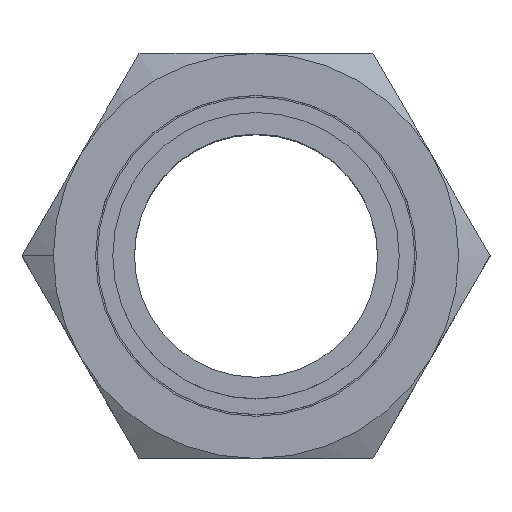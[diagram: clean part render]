
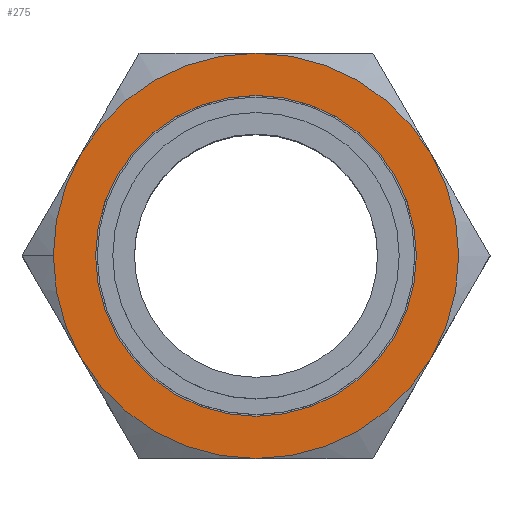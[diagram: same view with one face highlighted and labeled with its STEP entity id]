
A CAD part, top view. The second image highlights one B-rep face of the part: STEP entity #275.
In plain terms, the highlighted planar face has unit normal (0, 0, 1).
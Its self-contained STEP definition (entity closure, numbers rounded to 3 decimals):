
#259 = ORIENTED_EDGE ( 'NONE', *, *, #603, .T. ) ;
#260 = ORIENTED_EDGE ( 'NONE', *, *, #513, .F. ) ;
#261 = ORIENTED_EDGE ( 'NONE', *, *, #585, .T. ) ;
#262 = ORIENTED_EDGE ( 'NONE', *, *, #265, .F. ) ;
#263 = ORIENTED_EDGE ( 'NONE', *, *, #544, .T. ) ;
#264 = EDGE_LOOP ( 'NONE', ( #262, #260 ) ) ;
#265 = EDGE_CURVE ( 'NONE', #522, #527, #1096, .T. ) ;
#266 = ORIENTED_EDGE ( 'NONE', *, *, #478, .T. ) ;
#267 = EDGE_LOOP ( 'NONE', ( #266, #261, #269, #263, #259, #270, #272 ) ) ;
#269 = ORIENTED_EDGE ( 'NONE', *, *, #592, .T. ) ;
#270 = ORIENTED_EDGE ( 'NONE', *, *, #483, .T. ) ;
#272 = ORIENTED_EDGE ( 'NONE', *, *, #492, .T. ) ;
#275 = ADVANCED_FACE ( 'NONE', ( #1087, #1086 ), #1085, .F. ) ;
#292 = DIRECTION ( 'NONE',  ( 0., 0., 1. ) ) ;
#293 = DIRECTION ( 'NONE',  ( 1., 0., 0. ) ) ;
#464 = VERTEX_POINT ( 'NONE', #1397 ) ;
#478 = EDGE_CURVE ( 'NONE', #531, #464, #1471, .T. ) ;
#483 = EDGE_CURVE ( 'NONE', #495, #493, #1461, .T. ) ;
#492 = EDGE_CURVE ( 'NONE', #493, #531, #1496, .T. ) ;
#493 = VERTEX_POINT ( 'NONE', #1494 ) ;
#495 = VERTEX_POINT ( 'NONE', #1479 ) ;
#513 = EDGE_CURVE ( 'NONE', #527, #522, #1510, .T. ) ;
#522 = VERTEX_POINT ( 'NONE', #1550 ) ;
#527 = VERTEX_POINT ( 'NONE', #1540 ) ;
#531 = VERTEX_POINT ( 'NONE', #1599 ) ;
#543 = VERTEX_POINT ( 'NONE', #1569 ) ;
#544 = EDGE_CURVE ( 'NONE', #545, #543, #1338, .T. ) ;
#545 = VERTEX_POINT ( 'NONE', #1631 ) ;
#585 = EDGE_CURVE ( 'NONE', #464, #593, #1667, .T. ) ;
#592 = EDGE_CURVE ( 'NONE', #593, #545, #1694, .T. ) ;
#593 = VERTEX_POINT ( 'NONE', #1693 ) ;
#603 = EDGE_CURVE ( 'NONE', #543, #495, #1728, .T. ) ;
#853 = DIRECTION ( 'NONE',  ( -1., 0., 0. ) ) ;
#1080 = DIRECTION ( 'NONE',  ( 0., 0., -1. ) ) ;
#1081 = AXIS2_PLACEMENT_3D ( 'NONE', #1084, #1080, #853 ) ;
#1084 = CARTESIAN_POINT ( 'NONE',  ( 0., 30., 11.5 ) ) ;
#1085 = PLANE ( 'NONE',  #1081 ) ;
#1086 = FACE_OUTER_BOUND ( 'NONE', #267, .T. ) ;
#1087 = FACE_BOUND ( 'NONE', #264, .T. ) ;
#1092 = DIRECTION ( 'NONE',  ( 1., 0., 0. ) ) ;
#1093 = DIRECTION ( 'NONE',  ( 0., 0., 1. ) ) ;
#1094 = CARTESIAN_POINT ( 'NONE',  ( 0., 0., 11.5 ) ) ;
#1095 = AXIS2_PLACEMENT_3D ( 'NONE', #1094, #1093, #1092 ) ;
#1096 = CIRCLE ( 'NONE', #1095, 23.75 ) ;
#1338 = CIRCLE ( 'NONE', #1568, 30. ) ;
#1397 = CARTESIAN_POINT ( 'NONE',  ( 0., 30., 11.5 ) ) ;
#1457 = DIRECTION ( 'NONE',  ( 1., 0., 0. ) ) ;
#1458 = DIRECTION ( 'NONE',  ( 0., 0., 1. ) ) ;
#1459 = CARTESIAN_POINT ( 'NONE',  ( 0., 0., 11.5 ) ) ;
#1460 = AXIS2_PLACEMENT_3D ( 'NONE', #1459, #1458, #1457 ) ;
#1461 = CIRCLE ( 'NONE', #1460, 30. ) ;
#1467 = DIRECTION ( 'NONE',  ( 1., 0., 0. ) ) ;
#1468 = DIRECTION ( 'NONE',  ( 0., 0., 1. ) ) ;
#1469 = CARTESIAN_POINT ( 'NONE',  ( 0., 0., 11.5 ) ) ;
#1470 = AXIS2_PLACEMENT_3D ( 'NONE', #1469, #1468, #1467 ) ;
#1471 = CIRCLE ( 'NONE', #1470, 30. ) ;
#1479 = CARTESIAN_POINT ( 'NONE',  ( 0., -30., 11.5 ) ) ;
#1480 = DIRECTION ( 'NONE',  ( 1., 0., 0. ) ) ;
#1481 = DIRECTION ( 'NONE',  ( 0., 0., 1. ) ) ;
#1492 = CARTESIAN_POINT ( 'NONE',  ( 0., 0., 11.5 ) ) ;
#1493 = AXIS2_PLACEMENT_3D ( 'NONE', #1492, #1481, #1480 ) ;
#1494 = CARTESIAN_POINT ( 'NONE',  ( 25.981, -15., 11.5 ) ) ;
#1496 = CIRCLE ( 'NONE', #1493, 30. ) ;
#1506 = DIRECTION ( 'NONE',  ( 1., 0., 0. ) ) ;
#1507 = DIRECTION ( 'NONE',  ( 0., 0., 1. ) ) ;
#1508 = CARTESIAN_POINT ( 'NONE',  ( 0., 0., 11.5 ) ) ;
#1509 = AXIS2_PLACEMENT_3D ( 'NONE', #1508, #1507, #1506 ) ;
#1510 = CIRCLE ( 'NONE', #1509, 23.75 ) ;
#1540 = CARTESIAN_POINT ( 'NONE',  ( -23.75, 0., 11.5 ) ) ;
#1550 = CARTESIAN_POINT ( 'NONE',  ( 23.75, 0., 11.5 ) ) ;
#1568 = AXIS2_PLACEMENT_3D ( 'NONE', #1586, #292, #293 ) ;
#1569 = CARTESIAN_POINT ( 'NONE',  ( -25.981, -15., 11.5 ) ) ;
#1586 = CARTESIAN_POINT ( 'NONE',  ( 0., 0., 11.5 ) ) ;
#1599 = CARTESIAN_POINT ( 'NONE',  ( 25.981, 15., 11.5 ) ) ;
#1631 = CARTESIAN_POINT ( 'NONE',  ( -30., 0., 11.5 ) ) ;
#1663 = DIRECTION ( 'NONE',  ( 1., 0., 0. ) ) ;
#1664 = DIRECTION ( 'NONE',  ( 0., 0., 1. ) ) ;
#1665 = CARTESIAN_POINT ( 'NONE',  ( 0., 0., 11.5 ) ) ;
#1666 = AXIS2_PLACEMENT_3D ( 'NONE', #1665, #1664, #1663 ) ;
#1667 = CIRCLE ( 'NONE', #1666, 30. ) ;
#1693 = CARTESIAN_POINT ( 'NONE',  ( -25.981, 15., 11.5 ) ) ;
#1694 = CIRCLE ( 'NONE', #1745, 30. ) ;
#1724 = CARTESIAN_POINT ( 'NONE',  ( 0., 0., 11.5 ) ) ;
#1725 = AXIS2_PLACEMENT_3D ( 'NONE', #1724, #1773, #1772 ) ;
#1728 = CIRCLE ( 'NONE', #1725, 30. ) ;
#1742 = DIRECTION ( 'NONE',  ( 1., 0., 0. ) ) ;
#1743 = DIRECTION ( 'NONE',  ( 0., 0., 1. ) ) ;
#1744 = CARTESIAN_POINT ( 'NONE',  ( 0., 0., 11.5 ) ) ;
#1745 = AXIS2_PLACEMENT_3D ( 'NONE', #1744, #1743, #1742 ) ;
#1772 = DIRECTION ( 'NONE',  ( 1., 0., 0. ) ) ;
#1773 = DIRECTION ( 'NONE',  ( 0., 0., 1. ) ) ;
